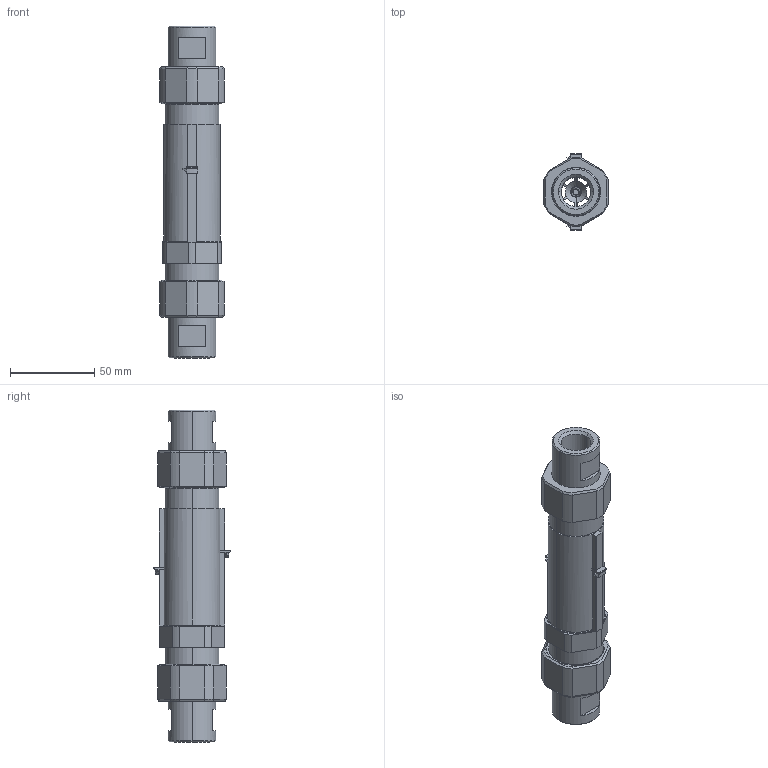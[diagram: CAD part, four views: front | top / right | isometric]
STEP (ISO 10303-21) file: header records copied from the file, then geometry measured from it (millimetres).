
FILE_DESCRIPTION (( 'STEP AP214' ), '1' );
FILE_NAME ('FG1P-50BP-2.STEP', '2019-10-14T22:00:06', ( '' ), ( '' ), 'SwSTEP 2.0', 'SolidWorks 2017', '' );
FILE_SCHEMA (( 'AUTOMOTIVE_DESIGN' ));
Length unit declared in the file: inch
Products named in the file (1): FG1P-50BP-2
Bounding box: 38.1 x 45.22 x 196.85 mm (x, y, z)
Volume: 99923.4 mm3; surface area: 60485.9 mm2
Topology: 5 solids, 5 shells, 404 faces, 1085 edges, 691 vertices
Faces by surface type: cylinder 163, plane 148, cone 73, bspline 20
Entity records: 16766 total; most frequent: CARTESIAN_POINT 7043, ORIENTED_EDGE 2170, DIRECTION 1906, EDGE_CURVE 1085, AXIS2_PLACEMENT_3D 720, VERTEX_POINT 691, VECTOR 466, LINE 466
